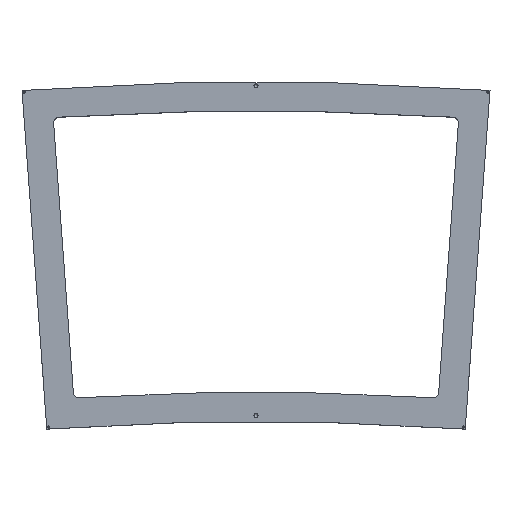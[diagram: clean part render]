
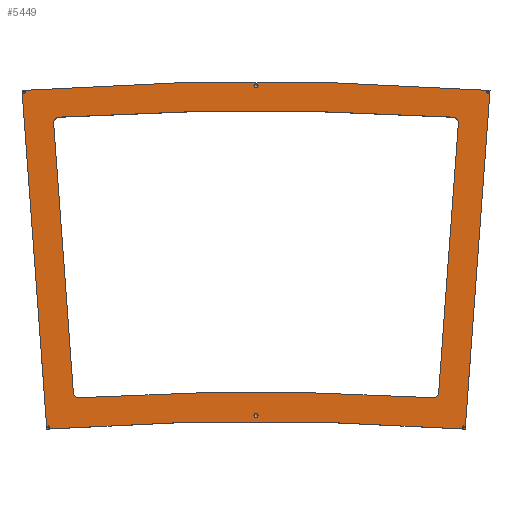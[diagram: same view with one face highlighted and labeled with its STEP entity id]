
A CAD part, top view. The second image highlights one B-rep face of the part: STEP entity #5449.
In plain terms, the highlighted planar face has unit normal (0, 0, 1).
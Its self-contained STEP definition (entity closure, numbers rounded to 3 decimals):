
#108=CARTESIAN_POINT('',(1.,1257.858,19.5));
#109=VERTEX_POINT('',#108);
#110=CARTESIAN_POINT('',(0.,1257.858,19.5));
#111=DIRECTION('',(0.0,0.0,-1.0));
#112=DIRECTION('',(1.0,0.0,0.0));
#113=AXIS2_PLACEMENT_3D('',#110,#111,#112);
#114=CIRCLE('',#113,1.0);
#115=EDGE_CURVE('',#109,#109,#114,.T.);
#187=CARTESIAN_POINT('',(1.,1421.859,19.5));
#188=VERTEX_POINT('',#187);
#189=CARTESIAN_POINT('',(0.,1421.859,19.5));
#190=DIRECTION('',(0.0,0.0,-1.0));
#191=DIRECTION('',(1.0,0.0,0.0));
#192=AXIS2_PLACEMENT_3D('',#189,#190,#191);
#193=CIRCLE('',#192,1.0);
#194=EDGE_CURVE('',#188,#188,#193,.T.);
#266=CARTESIAN_POINT('',(103.682,1252.135,19.5));
#267=VERTEX_POINT('',#266);
#268=CARTESIAN_POINT('',(103.182,1252.135,19.5));
#269=DIRECTION('',(0.0,0.0,-1.0));
#270=DIRECTION('',(1.0,0.0,0.0));
#271=AXIS2_PLACEMENT_3D('',#268,#269,#270);
#272=CIRCLE('',#271,0.5);
#273=EDGE_CURVE('',#267,#267,#272,.T.);
#345=CARTESIAN_POINT('',(115.894,1418.689,19.5));
#346=VERTEX_POINT('',#345);
#347=CARTESIAN_POINT('',(115.394,1418.689,19.5));
#348=DIRECTION('',(0.0,0.0,-1.0));
#349=DIRECTION('',(1.0,0.0,0.0));
#350=AXIS2_PLACEMENT_3D('',#347,#348,#349);
#351=CIRCLE('',#350,0.5);
#352=EDGE_CURVE('',#346,#346,#351,.T.);
#424=CARTESIAN_POINT('',(-114.894,1418.689,19.5));
#425=VERTEX_POINT('',#424);
#426=CARTESIAN_POINT('',(-115.394,1418.689,19.5));
#427=DIRECTION('',(0.0,0.0,-1.0));
#428=DIRECTION('',(1.0,0.0,0.0));
#429=AXIS2_PLACEMENT_3D('',#426,#427,#428);
#430=CIRCLE('',#429,0.5);
#431=EDGE_CURVE('',#425,#425,#430,.T.);
#503=CARTESIAN_POINT('',(-102.682,1252.135,19.5));
#504=VERTEX_POINT('',#503);
#505=CARTESIAN_POINT('',(-103.182,1252.135,19.5));
#506=DIRECTION('',(0.0,0.0,-1.0));
#507=DIRECTION('',(1.0,0.0,0.0));
#508=AXIS2_PLACEMENT_3D('',#505,#506,#507);
#509=CIRCLE('',#508,0.5);
#510=EDGE_CURVE('',#504,#504,#509,.T.);
#4333=CARTESIAN_POINT('',(-90.917,1269.467,19.5));
#4334=VERTEX_POINT('',#4333);
#4335=CARTESIAN_POINT('',(-100.716,1403.119,19.5));
#4336=VERTEX_POINT('',#4335);
#4337=CARTESIAN_POINT('',(-90.917,1269.467,19.5));
#4338=DIRECTION('',(-0.073,0.997,0.0));
#4339=VECTOR('',#4338,134.01);
#4340=LINE('',#4337,#4339);
#4341=EDGE_CURVE('',#4334,#4336,#4340,.T.);
#4388=CARTESIAN_POINT('',(-97.91,1406.332,19.5));
#4389=VERTEX_POINT('',#4388);
#4390=CARTESIAN_POINT('',(-97.724,1403.338,19.5));
#4391=DIRECTION('',(0.0,0.0,-1.0));
#4392=DIRECTION('',(0.997,0.073,0.0));
#4393=AXIS2_PLACEMENT_3D('',#4390,#4391,#4392);
#4394=CIRCLE('',#4393,3.);
#4395=EDGE_CURVE('',#4336,#4389,#4394,.T.);
#4421=CARTESIAN_POINT('',(97.91,1406.332,19.5));
#4422=VERTEX_POINT('',#4421);
#4423=CARTESIAN_POINT('',(0.,-175.641,19.5));
#4424=DIRECTION('',(0.0,0.0,-1.0));
#4425=DIRECTION('',(0.062,-0.998,0.0));
#4426=AXIS2_PLACEMENT_3D('',#4423,#4424,#4425);
#4427=CIRCLE('',#4426,1585.0);
#4428=EDGE_CURVE('',#4389,#4422,#4427,.T.);
#4454=CARTESIAN_POINT('',(100.716,1403.119,19.5));
#4455=VERTEX_POINT('',#4454);
#4456=CARTESIAN_POINT('',(97.724,1403.338,19.5));
#4457=DIRECTION('',(0.0,0.0,-1.));
#4458=DIRECTION('',(-0.062,-0.998,0.0));
#4459=AXIS2_PLACEMENT_3D('',#4456,#4457,#4458);
#4460=CIRCLE('',#4459,3.0);
#4461=EDGE_CURVE('',#4422,#4455,#4460,.T.);
#4487=CARTESIAN_POINT('',(90.917,1269.467,19.5));
#4488=VERTEX_POINT('',#4487);
#4489=CARTESIAN_POINT('',(100.716,1403.119,19.5));
#4490=DIRECTION('',(-0.073,-0.997,0.0));
#4491=VECTOR('',#4490,134.01);
#4492=LINE('',#4489,#4491);
#4493=EDGE_CURVE('',#4455,#4488,#4492,.T.);
#4533=CARTESIAN_POINT('',(87.743,1266.692,19.5));
#4534=VERTEX_POINT('',#4533);
#4535=CARTESIAN_POINT('',(87.925,1269.686,19.5));
#4536=DIRECTION('',(0.0,0.0,-1.));
#4537=DIRECTION('',(-0.997,0.073,0.0));
#4538=AXIS2_PLACEMENT_3D('',#4535,#4536,#4537);
#4539=CIRCLE('',#4538,3.);
#4540=EDGE_CURVE('',#4488,#4534,#4539,.T.);
#4566=CARTESIAN_POINT('',(-87.743,1266.692,19.5));
#4567=VERTEX_POINT('',#4566);
#4568=CARTESIAN_POINT('',(0.0,-175.642,19.5));
#4569=DIRECTION('',(0.0,0.0,1.));
#4570=DIRECTION('',(-0.061,0.998,0.0));
#4571=AXIS2_PLACEMENT_3D('',#4568,#4569,#4570);
#4572=CIRCLE('',#4571,1445.0);
#4573=EDGE_CURVE('',#4534,#4567,#4572,.T.);
#4599=CARTESIAN_POINT('',(-87.925,1269.686,19.5));
#4600=DIRECTION('',(0.0,0.0,-1.0));
#4601=DIRECTION('',(-0.061,0.998,0.0));
#4602=AXIS2_PLACEMENT_3D('',#4599,#4600,#4601);
#4603=CIRCLE('',#4602,3.0);
#4604=EDGE_CURVE('',#4567,#4334,#4603,.T.);
#5265=CARTESIAN_POINT('',(-116.465,1419.614,19.5));
#5266=VERTEX_POINT('',#5265);
#5267=CARTESIAN_POINT('',(116.465,1419.614,19.5));
#5268=VERTEX_POINT('',#5267);
#5269=CARTESIAN_POINT('',(0.,-175.641,19.5));
#5270=DIRECTION('',(0.0,0.0,-1.));
#5271=DIRECTION('',(0.073,0.997,0.0));
#5272=AXIS2_PLACEMENT_3D('',#5269,#5270,#5271);
#5273=CIRCLE('',#5272,1599.5);
#5274=EDGE_CURVE('',#5266,#5268,#5273,.T.);
#5307=CARTESIAN_POINT('',(104.107,1251.065,19.5));
#5308=VERTEX_POINT('',#5307);
#5309=CARTESIAN_POINT('',(116.465,1419.614,19.5));
#5310=DIRECTION('',(-0.073,-0.997,0.0));
#5311=VECTOR('',#5310,169.001);
#5312=LINE('',#5309,#5311);
#5313=EDGE_CURVE('',#5268,#5308,#5312,.T.);
#5338=CARTESIAN_POINT('',(-104.107,1251.065,19.5));
#5339=VERTEX_POINT('',#5338);
#5340=CARTESIAN_POINT('',(0.,-175.642,19.5));
#5341=DIRECTION('',(0.0,0.0,1.));
#5342=DIRECTION('',(-0.073,-0.997,0.0));
#5343=AXIS2_PLACEMENT_3D('',#5340,#5341,#5342);
#5344=CIRCLE('',#5343,1430.5);
#5345=EDGE_CURVE('',#5308,#5339,#5344,.T.);
#5371=CARTESIAN_POINT('',(-104.107,1251.065,19.5));
#5372=DIRECTION('',(-0.073,0.997,0.0));
#5373=VECTOR('',#5372,169.001);
#5374=LINE('',#5371,#5373);
#5375=EDGE_CURVE('',#5339,#5266,#5374,.T.);
#5410=CARTESIAN_POINT('',(0.,1339.384,19.5));
#5411=DIRECTION('',(0.0,0.0,1.0));
#5412=DIRECTION('',(1.0,0.0,0.0));
#5413=AXIS2_PLACEMENT_3D('',#5410,#5411,#5412);
#5414=PLANE('',#5413);
#5415=ORIENTED_EDGE('',*,*,#5274,.F.);
#5416=ORIENTED_EDGE('',*,*,#5375,.F.);
#5417=ORIENTED_EDGE('',*,*,#5345,.F.);
#5418=ORIENTED_EDGE('',*,*,#5313,.F.);
#5419=EDGE_LOOP('',(#5415,#5416,#5417,#5418));
#5420=FACE_OUTER_BOUND('',#5419,.T.);
#5421=ORIENTED_EDGE('',*,*,#115,.T.);
#5422=EDGE_LOOP('',(#5421));
#5423=FACE_BOUND('',#5422,.T.);
#5424=ORIENTED_EDGE('',*,*,#194,.T.);
#5425=EDGE_LOOP('',(#5424));
#5426=FACE_BOUND('',#5425,.T.);
#5427=ORIENTED_EDGE('',*,*,#273,.T.);
#5428=EDGE_LOOP('',(#5427));
#5429=FACE_BOUND('',#5428,.T.);
#5430=ORIENTED_EDGE('',*,*,#352,.T.);
#5431=EDGE_LOOP('',(#5430));
#5432=FACE_BOUND('',#5431,.T.);
#5433=ORIENTED_EDGE('',*,*,#431,.T.);
#5434=EDGE_LOOP('',(#5433));
#5435=FACE_BOUND('',#5434,.T.);
#5436=ORIENTED_EDGE('',*,*,#510,.T.);
#5437=EDGE_LOOP('',(#5436));
#5438=FACE_BOUND('',#5437,.T.);
#5439=ORIENTED_EDGE('',*,*,#4493,.T.);
#5440=ORIENTED_EDGE('',*,*,#4540,.T.);
#5441=ORIENTED_EDGE('',*,*,#4573,.T.);
#5442=ORIENTED_EDGE('',*,*,#4604,.T.);
#5443=ORIENTED_EDGE('',*,*,#4341,.T.);
#5444=ORIENTED_EDGE('',*,*,#4395,.T.);
#5445=ORIENTED_EDGE('',*,*,#4428,.T.);
#5446=ORIENTED_EDGE('',*,*,#4461,.T.);
#5447=EDGE_LOOP('',(#5439,#5440,#5441,#5442,#5443,#5444,#5445,#5446));
#5448=FACE_BOUND('',#5447,.T.);
#5449=ADVANCED_FACE('',(#5420,#5423,#5426,#5429,#5432,#5435,#5438,#5448),#5414,.T.);
